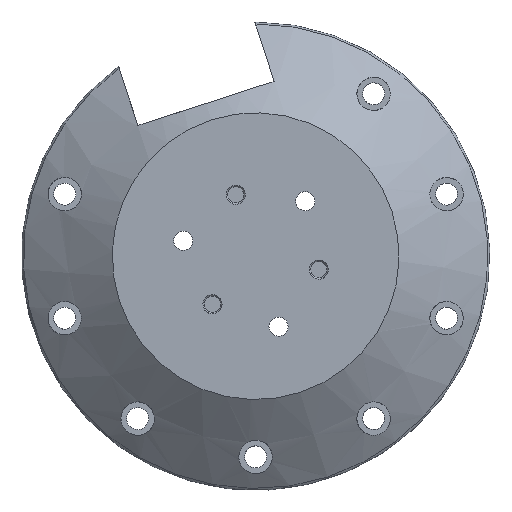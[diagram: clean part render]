
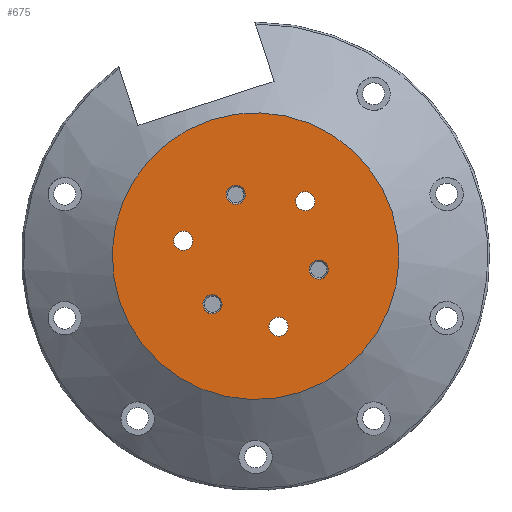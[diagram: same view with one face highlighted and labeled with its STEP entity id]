
A CAD part, left-side view. The second image highlights one B-rep face of the part: STEP entity #675.
In plain terms, the highlighted planar face has unit normal (-1, 0, 0).
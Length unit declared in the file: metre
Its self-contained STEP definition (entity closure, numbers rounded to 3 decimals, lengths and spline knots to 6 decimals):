
#77=ORIENTED_EDGE('',*,*,#227,.T.);
#78=ORIENTED_EDGE('',*,*,#228,.T.);
#79=ORIENTED_EDGE('',*,*,#229,.T.);
#80=ORIENTED_EDGE('',*,*,#230,.T.);
#81=ORIENTED_EDGE('',*,*,#231,.T.);
#82=ORIENTED_EDGE('',*,*,#232,.T.);
#83=ORIENTED_EDGE('',*,*,#233,.T.);
#227=EDGE_CURVE('',#302,#302,#370,.T.);
#228=EDGE_CURVE('',#303,#303,#371,.T.);
#229=EDGE_CURVE('',#304,#304,#372,.T.);
#230=EDGE_CURVE('',#305,#305,#373,.T.);
#231=EDGE_CURVE('',#306,#306,#374,.T.);
#232=EDGE_CURVE('',#307,#307,#375,.T.);
#233=EDGE_CURVE('',#308,#308,#376,.T.);
#302=VERTEX_POINT('',#1063);
#303=VERTEX_POINT('',#1065);
#304=VERTEX_POINT('',#1067);
#305=VERTEX_POINT('',#1069);
#306=VERTEX_POINT('',#1071);
#307=VERTEX_POINT('',#1073);
#308=VERTEX_POINT('',#1075);
#370=CIRCLE('',#741,0.002);
#371=CIRCLE('',#742,0.002);
#372=CIRCLE('',#743,0.002);
#373=CIRCLE('',#744,0.002);
#374=CIRCLE('',#745,0.002);
#375=CIRCLE('',#746,0.002);
#376=CIRCLE('',#747,0.03);
#421=EDGE_LOOP('',(#77));
#422=EDGE_LOOP('',(#78));
#423=EDGE_LOOP('',(#79));
#424=EDGE_LOOP('',(#80));
#425=EDGE_LOOP('',(#81));
#426=EDGE_LOOP('',(#82));
#427=EDGE_LOOP('',(#83));
#538=FACE_BOUND('',#421,.T.);
#539=FACE_BOUND('',#422,.T.);
#540=FACE_BOUND('',#423,.T.);
#541=FACE_BOUND('',#424,.T.);
#542=FACE_BOUND('',#425,.T.);
#543=FACE_BOUND('',#426,.T.);
#544=FACE_BOUND('',#427,.T.);
#655=PLANE('',#740);
#675=ADVANCED_FACE('',(#538,#539,#540,#541,#542,#543,#544),#655,.F.);
#740=AXIS2_PLACEMENT_3D('',#1061,#845,#846);
#741=AXIS2_PLACEMENT_3D('',#1062,#847,#848);
#742=AXIS2_PLACEMENT_3D('',#1064,#849,#850);
#743=AXIS2_PLACEMENT_3D('',#1066,#851,#852);
#744=AXIS2_PLACEMENT_3D('',#1068,#853,#854);
#745=AXIS2_PLACEMENT_3D('',#1070,#855,#856);
#746=AXIS2_PLACEMENT_3D('',#1072,#857,#858);
#747=AXIS2_PLACEMENT_3D('',#1074,#859,#860);
#845=DIRECTION('',(1.,0.,0.));
#846=DIRECTION('',(0.,0.951,-0.309));
#847=DIRECTION('',(1.,0.,0.));
#848=DIRECTION('',(0.,0.951,-0.309));
#849=DIRECTION('',(1.,0.,0.));
#850=DIRECTION('',(0.,0.951,-0.309));
#851=DIRECTION('',(1.,0.,0.));
#852=DIRECTION('',(0.,0.951,-0.309));
#853=DIRECTION('',(1.,0.,0.));
#854=DIRECTION('',(0.,-0.309,-0.951));
#855=DIRECTION('',(1.,0.,0.));
#856=DIRECTION('',(0.,-0.309,-0.951));
#857=DIRECTION('',(1.,0.,0.));
#858=DIRECTION('',(0.,-0.309,-0.951));
#859=DIRECTION('',(-1.,0.,0.));
#860=DIRECTION('',(0.,-0.309,-0.951));
#1061=CARTESIAN_POINT('',(0.567559,0.270814,0.));
#1062=CARTESIAN_POINT('',(0.567559,0.279847,-0.010032));
#1063=CARTESIAN_POINT('',(0.567559,0.281749,-0.01065));
#1064=CARTESIAN_POINT('',(0.567559,0.257609,-0.002807));
#1065=CARTESIAN_POINT('',(0.567559,0.259511,-0.003425));
#1066=CARTESIAN_POINT('',(0.567559,0.274985,0.012839));
#1067=CARTESIAN_POINT('',(0.567559,0.276888,0.012221));
#1068=CARTESIAN_POINT('',(0.567559,0.285975,0.003223));
#1069=CARTESIAN_POINT('',(0.567559,0.285357,0.001321));
#1070=CARTESIAN_POINT('',(0.567559,0.266024,-0.014741));
#1071=CARTESIAN_POINT('',(0.567559,0.265406,-0.016643));
#1072=CARTESIAN_POINT('',(0.567559,0.260442,0.011519));
#1073=CARTESIAN_POINT('',(0.567559,0.259824,0.009617));
#1074=CARTESIAN_POINT('',(0.567559,0.270814,0.));
#1075=CARTESIAN_POINT('',(0.567559,0.261543,-0.028532));
